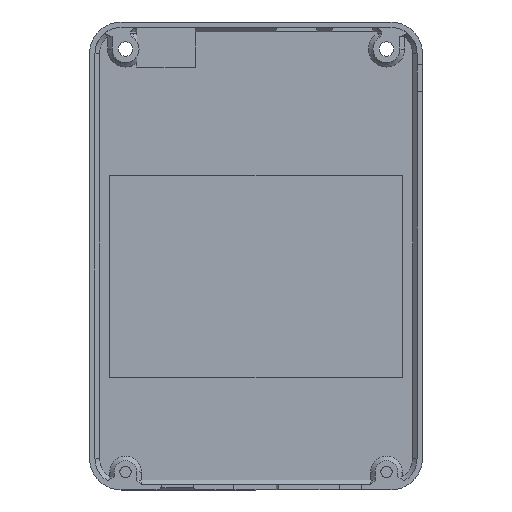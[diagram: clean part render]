
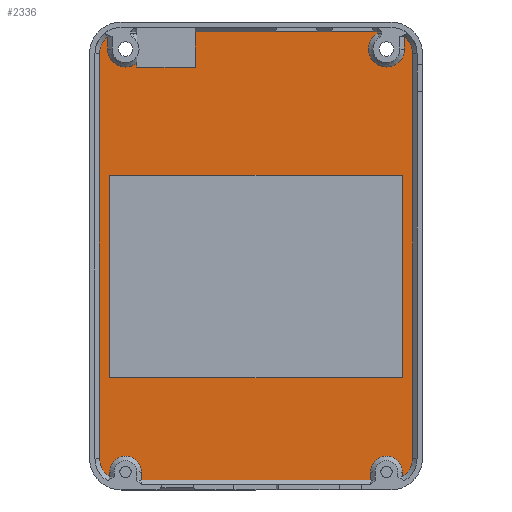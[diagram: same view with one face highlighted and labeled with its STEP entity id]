
A CAD part, top view. The second image highlights one B-rep face of the part: STEP entity #2336.
In plain terms, the highlighted planar face has unit normal (0, 0, 1).
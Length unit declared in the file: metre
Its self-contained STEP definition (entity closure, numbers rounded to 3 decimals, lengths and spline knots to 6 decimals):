
#86=LINE('',#3470,#351);
#87=LINE('',#3475,#352);
#88=LINE('',#3479,#353);
#89=LINE('',#3483,#354);
#90=LINE('',#3487,#355);
#91=LINE('',#3489,#356);
#92=LINE('',#3491,#357);
#93=LINE('',#3495,#358);
#94=LINE('',#3499,#359);
#95=LINE('',#3503,#360);
#96=LINE('',#3507,#361);
#97=LINE('',#3509,#362);
#98=LINE('',#3511,#363);
#99=LINE('',#3513,#364);
#100=LINE('',#3514,#365);
#101=LINE('',#3517,#366);
#102=LINE('',#3519,#367);
#103=LINE('',#3521,#368);
#351=VECTOR('',#2745,1.);
#352=VECTOR('',#2748,1.);
#353=VECTOR('',#2751,1.);
#354=VECTOR('',#2754,1.);
#355=VECTOR('',#2757,1.);
#356=VECTOR('',#2758,1.);
#357=VECTOR('',#2759,1.);
#358=VECTOR('',#2762,1.);
#359=VECTOR('',#2765,1.);
#360=VECTOR('',#2768,1.);
#361=VECTOR('',#2771,1.);
#362=VECTOR('',#2772,1.);
#363=VECTOR('',#2773,1.);
#364=VECTOR('',#2774,1.);
#365=VECTOR('',#2775,1.);
#366=VECTOR('',#2776,1.);
#367=VECTOR('',#2777,1.);
#368=VECTOR('',#2778,1.);
#621=ORIENTED_EDGE('',*,*,#1316,.F.);
#622=ORIENTED_EDGE('',*,*,#1317,.T.);
#623=ORIENTED_EDGE('',*,*,#1318,.T.);
#624=ORIENTED_EDGE('',*,*,#1319,.T.);
#625=ORIENTED_EDGE('',*,*,#1320,.T.);
#626=ORIENTED_EDGE('',*,*,#1321,.T.);
#627=ORIENTED_EDGE('',*,*,#1322,.T.);
#628=ORIENTED_EDGE('',*,*,#1323,.T.);
#629=ORIENTED_EDGE('',*,*,#1324,.T.);
#630=ORIENTED_EDGE('',*,*,#1325,.T.);
#631=ORIENTED_EDGE('',*,*,#1326,.T.);
#632=ORIENTED_EDGE('',*,*,#1327,.T.);
#633=ORIENTED_EDGE('',*,*,#1328,.T.);
#634=ORIENTED_EDGE('',*,*,#1329,.T.);
#635=ORIENTED_EDGE('',*,*,#1330,.T.);
#636=ORIENTED_EDGE('',*,*,#1331,.T.);
#637=ORIENTED_EDGE('',*,*,#1332,.T.);
#638=ORIENTED_EDGE('',*,*,#1333,.T.);
#639=ORIENTED_EDGE('',*,*,#1334,.T.);
#640=ORIENTED_EDGE('',*,*,#1335,.T.);
#641=ORIENTED_EDGE('',*,*,#1336,.T.);
#642=ORIENTED_EDGE('',*,*,#1337,.T.);
#643=ORIENTED_EDGE('',*,*,#1338,.F.);
#644=ORIENTED_EDGE('',*,*,#1339,.T.);
#645=ORIENTED_EDGE('',*,*,#1340,.T.);
#646=ORIENTED_EDGE('',*,*,#1341,.F.);
#1316=EDGE_CURVE('',#1663,#1664,#86,.T.);
#1317=EDGE_CURVE('',#1663,#1665,#1857,.F.);
#1318=EDGE_CURVE('',#1665,#1666,#87,.T.);
#1319=EDGE_CURVE('',#1666,#1667,#1858,.T.);
#1320=EDGE_CURVE('',#1667,#1668,#88,.T.);
#1321=EDGE_CURVE('',#1668,#1669,#1859,.T.);
#1322=EDGE_CURVE('',#1669,#1670,#89,.T.);
#1323=EDGE_CURVE('',#1670,#1671,#1860,.F.);
#1324=EDGE_CURVE('',#1671,#1672,#90,.T.);
#1325=EDGE_CURVE('',#1672,#1673,#91,.T.);
#1326=EDGE_CURVE('',#1673,#1674,#92,.T.);
#1327=EDGE_CURVE('',#1674,#1675,#1861,.F.);
#1328=EDGE_CURVE('',#1675,#1676,#93,.T.);
#1329=EDGE_CURVE('',#1676,#1677,#1862,.T.);
#1330=EDGE_CURVE('',#1677,#1678,#94,.T.);
#1331=EDGE_CURVE('',#1678,#1679,#1863,.T.);
#1332=EDGE_CURVE('',#1679,#1680,#95,.T.);
#1333=EDGE_CURVE('',#1680,#1681,#1864,.F.);
#1334=EDGE_CURVE('',#1681,#1682,#96,.T.);
#1335=EDGE_CURVE('',#1682,#1683,#97,.T.);
#1336=EDGE_CURVE('',#1683,#1684,#98,.T.);
#1337=EDGE_CURVE('',#1684,#1664,#99,.T.);
#1338=EDGE_CURVE('',#1685,#1686,#100,.T.);
#1339=EDGE_CURVE('',#1685,#1687,#101,.T.);
#1340=EDGE_CURVE('',#1687,#1688,#102,.T.);
#1341=EDGE_CURVE('',#1686,#1688,#103,.T.);
#1663=VERTEX_POINT('',#3471);
#1664=VERTEX_POINT('',#3472);
#1665=VERTEX_POINT('',#3474);
#1666=VERTEX_POINT('',#3476);
#1667=VERTEX_POINT('',#3478);
#1668=VERTEX_POINT('',#3480);
#1669=VERTEX_POINT('',#3482);
#1670=VERTEX_POINT('',#3484);
#1671=VERTEX_POINT('',#3486);
#1672=VERTEX_POINT('',#3488);
#1673=VERTEX_POINT('',#3490);
#1674=VERTEX_POINT('',#3492);
#1675=VERTEX_POINT('',#3494);
#1676=VERTEX_POINT('',#3496);
#1677=VERTEX_POINT('',#3498);
#1678=VERTEX_POINT('',#3500);
#1679=VERTEX_POINT('',#3502);
#1680=VERTEX_POINT('',#3504);
#1681=VERTEX_POINT('',#3506);
#1682=VERTEX_POINT('',#3508);
#1683=VERTEX_POINT('',#3510);
#1684=VERTEX_POINT('',#3512);
#1685=VERTEX_POINT('',#3515);
#1686=VERTEX_POINT('',#3516);
#1687=VERTEX_POINT('',#3518);
#1688=VERTEX_POINT('',#3520);
#1857=CIRCLE('',#2491,0.004);
#1858=CIRCLE('',#2492,0.0048);
#1859=CIRCLE('',#2493,0.0048);
#1860=CIRCLE('',#2494,0.0035);
#1861=CIRCLE('',#2495,0.0035);
#1862=CIRCLE('',#2496,0.0048);
#1863=CIRCLE('',#2497,0.0048);
#1864=CIRCLE('',#2498,0.004);
#1935=EDGE_LOOP('',(#621,#622,#623,#624,#625,#626,#627,#628,#629,#630,#631,
#632,#633,#634,#635,#636,#637,#638,#639,#640,#641,#642));
#1936=EDGE_LOOP('',(#643,#644,#645,#646));
#2089=FACE_BOUND('',#1935,.T.);
#2090=FACE_BOUND('',#1936,.T.);
#2242=PLANE('',#2490);
#2336=ADVANCED_FACE('',(#2089,#2090),#2242,.T.);
#2490=AXIS2_PLACEMENT_3D('',#3469,#2743,#2744);
#2491=AXIS2_PLACEMENT_3D('',#3473,#2746,#2747);
#2492=AXIS2_PLACEMENT_3D('',#3477,#2749,#2750);
#2493=AXIS2_PLACEMENT_3D('',#3481,#2752,#2753);
#2494=AXIS2_PLACEMENT_3D('',#3485,#2755,#2756);
#2495=AXIS2_PLACEMENT_3D('',#3493,#2760,#2761);
#2496=AXIS2_PLACEMENT_3D('',#3497,#2763,#2764);
#2497=AXIS2_PLACEMENT_3D('',#3501,#2766,#2767);
#2498=AXIS2_PLACEMENT_3D('',#3505,#2769,#2770);
#2743=DIRECTION('',(0.,0.,1.));
#2744=DIRECTION('',(1.,0.,0.));
#2745=DIRECTION('',(0.,-1.,0.));
#2746=DIRECTION('',(0.,0.,1.));
#2747=DIRECTION('',(1.,0.,0.));
#2748=DIRECTION('',(0.,1.,0.));
#2749=DIRECTION('',(0.,0.,1.));
#2750=DIRECTION('',(1.,0.,0.));
#2751=DIRECTION('',(0.,-1.,0.));
#2752=DIRECTION('',(0.,0.,1.));
#2753=DIRECTION('',(1.,0.,0.));
#2754=DIRECTION('',(0.,1.,0.));
#2755=DIRECTION('',(0.,0.,1.));
#2756=DIRECTION('',(1.,0.,0.));
#2757=DIRECTION('',(0.,-1.,0.));
#2758=DIRECTION('',(1.,0.,0.));
#2759=DIRECTION('',(0.,1.,0.));
#2760=DIRECTION('',(0.,0.,1.));
#2761=DIRECTION('',(1.,0.,0.));
#2762=DIRECTION('',(0.,-1.,0.));
#2763=DIRECTION('',(0.,0.,1.));
#2764=DIRECTION('',(1.,0.,0.));
#2765=DIRECTION('',(0.,1.,0.));
#2766=DIRECTION('',(0.,0.,1.));
#2767=DIRECTION('',(1.,0.,0.));
#2768=DIRECTION('',(0.,-1.,0.));
#2769=DIRECTION('',(0.,0.,1.));
#2770=DIRECTION('',(1.,0.,0.));
#2771=DIRECTION('',(0.,1.,0.));
#2772=DIRECTION('',(-1.,0.,0.));
#2773=DIRECTION('',(0.,-1.,0.));
#2774=DIRECTION('',(-1.,0.,0.));
#2775=DIRECTION('',(1.,0.,0.));
#2776=DIRECTION('',(0.,1.,0.));
#2777=DIRECTION('',(1.,0.,0.));
#2778=DIRECTION('',(0.,1.,0.));
#3469=CARTESIAN_POINT('',(-0.037,0.052,-0.008));
#3470=CARTESIAN_POINT('',(-0.0635,0.052,-0.008));
#3471=CARTESIAN_POINT('',(-0.0635,0.094878,-0.008));
#3472=CARTESIAN_POINT('',(-0.0635,0.094,-0.008));
#3473=CARTESIAN_POINT('',(-0.066,0.098,-0.008));
#3474=CARTESIAN_POINT('',(-0.07,0.098,-0.008));
#3475=CARTESIAN_POINT('',(-0.07,0.102444,-0.008));
#3476=CARTESIAN_POINT('',(-0.07,0.100747,-0.008));
#3477=CARTESIAN_POINT('',(-0.067,0.097,-0.008));
#3478=CARTESIAN_POINT('',(-0.0718,0.097,-0.008));
#3479=CARTESIAN_POINT('',(-0.0718,0.007,-0.008));
#3480=CARTESIAN_POINT('',(-0.0718,0.007,-0.008));
#3481=CARTESIAN_POINT('',(-0.067,0.007,-0.008));
#3482=CARTESIAN_POINT('',(-0.0695,0.002902,-0.008));
#3483=CARTESIAN_POINT('',(-0.0695,0.004,-0.008));
#3484=CARTESIAN_POINT('',(-0.0695,0.004,-0.008));
#3485=CARTESIAN_POINT('',(-0.066,0.004,-0.008));
#3486=CARTESIAN_POINT('',(-0.0625,0.004,-0.008));
#3487=CARTESIAN_POINT('',(-0.0625,0.052,-0.008));
#3488=CARTESIAN_POINT('',(-0.0625,0.0022,-0.008));
#3489=CARTESIAN_POINT('',(-0.0105,0.0022,-0.008));
#3490=CARTESIAN_POINT('',(-0.0115,0.0022,-0.008));
#3491=CARTESIAN_POINT('',(-0.0115,0.004,-0.008));
#3492=CARTESIAN_POINT('',(-0.0115,0.004,-0.008));
#3493=CARTESIAN_POINT('',(-0.008,0.004,-0.008));
#3494=CARTESIAN_POINT('',(-0.0045,0.004,-0.008));
#3495=CARTESIAN_POINT('',(-0.0045,0.052,-0.008));
#3496=CARTESIAN_POINT('',(-0.0045,0.002902,-0.008));
#3497=CARTESIAN_POINT('',(-0.007,0.007,-0.008));
#3498=CARTESIAN_POINT('',(-0.0022,0.007,-0.008));
#3499=CARTESIAN_POINT('',(-0.0022,0.052,-0.008));
#3500=CARTESIAN_POINT('',(-0.0022,0.097,-0.008));
#3501=CARTESIAN_POINT('',(-0.007,0.097,-0.008));
#3502=CARTESIAN_POINT('',(-0.004,0.100747,-0.008));
#3503=CARTESIAN_POINT('',(-0.004,0.052,-0.008));
#3504=CARTESIAN_POINT('',(-0.004,0.098,-0.008));
#3505=CARTESIAN_POINT('',(-0.008,0.098,-0.008));
#3506=CARTESIAN_POINT('',(-0.01,0.101464,-0.008));
#3507=CARTESIAN_POINT('',(-0.01,0.052,-0.008));
#3508=CARTESIAN_POINT('',(-0.01,0.1018,-0.008));
#3509=CARTESIAN_POINT('',(-0.037,0.1018,-0.008));
#3510=CARTESIAN_POINT('',(-0.0505,0.1018,-0.008));
#3511=CARTESIAN_POINT('',(-0.0505,0.052,-0.008));
#3512=CARTESIAN_POINT('',(-0.0505,0.094,-0.008));
#3513=CARTESIAN_POINT('',(-0.037,0.094,-0.008));
#3514=CARTESIAN_POINT('',(-0.037,0.025,-0.008));
#3515=CARTESIAN_POINT('',(-0.0695,0.025,-0.008));
#3516=CARTESIAN_POINT('',(-0.0045,0.025,-0.008));
#3517=CARTESIAN_POINT('',(-0.0695,0.0475,-0.008));
#3518=CARTESIAN_POINT('',(-0.0695,0.07,-0.008));
#3519=CARTESIAN_POINT('',(-0.037,0.07,-0.008));
#3520=CARTESIAN_POINT('',(-0.0045,0.07,-0.008));
#3521=CARTESIAN_POINT('',(-0.0045,0.0475,-0.008));
